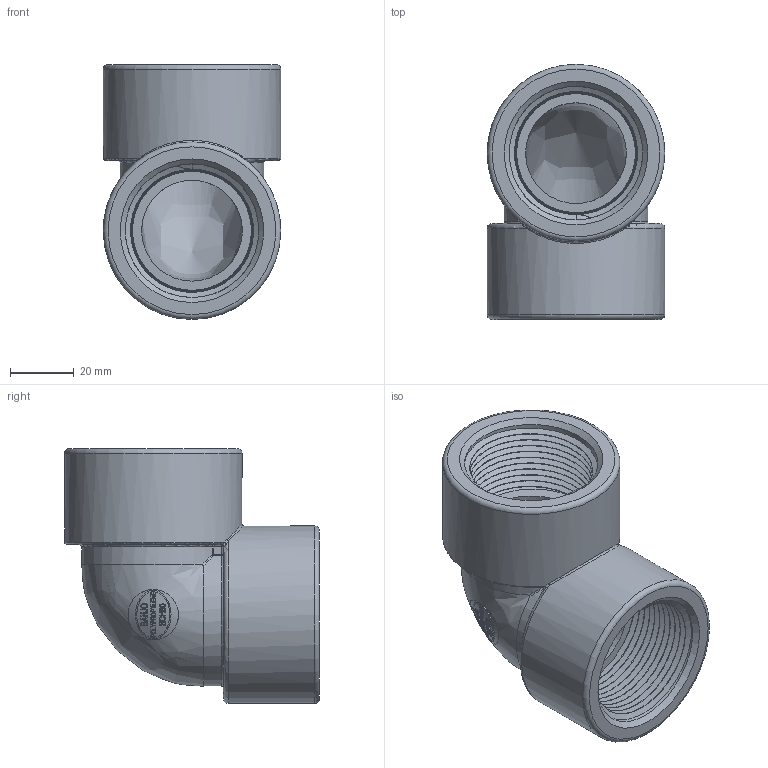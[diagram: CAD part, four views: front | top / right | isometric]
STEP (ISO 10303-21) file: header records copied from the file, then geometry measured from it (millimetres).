
FILE_DESCRIPTION(/* description */ ('1 1/4" 90° Elbow'),/* implementation_level */ '2;1');
FILE_NAME(/* name */ 'EL125-90.stp',/* time_stamp */ '2017-03-13T08:39:20-04:00',/* author */ ('DLC'),/* organization */ (''),/* preprocessor_version */ 'ST-DEVELOPER v16.5',/* originating_system */ 'Autodesk Inventor 2017',/* authorisation */ '');
FILE_SCHEMA (('AUTOMOTIVE_DESIGN { 1 0 10303 214 3 1 1 }'));
Length unit declared in the file: inch
Products named in the file (2): EL125-90; EL125-90U
Assembly tree (1 placements, depth 2):
  EL125-90
    EL125-90U
Bounding box: 55.88 x 80.26 x 80.26 mm (x, y, z)
Volume: 106024.5 mm3; surface area: 35153.9 mm2
Topology: 1 solids, 1 shells, 419 faces, 1094 edges, 714 vertices
Faces by surface type: bspline 199, plane 160, cone 28, cylinder 20, sphere 6, torus 6
Full cylindrical faces by diameter (mm): 15.875 x1, 31.75 x2, 55.88 x2
Entity records: 20407 total; most frequent: CARTESIAN_POINT 12008, ORIENTED_EDGE 2024, DIRECTION 1209, EDGE_CURVE 1012, VERTEX_POINT 668, EDGE_LOOP 452, B_SPLINE_CURVE_WITH_KNOTS 451, AXIS2_PLACEMENT_3D 446
